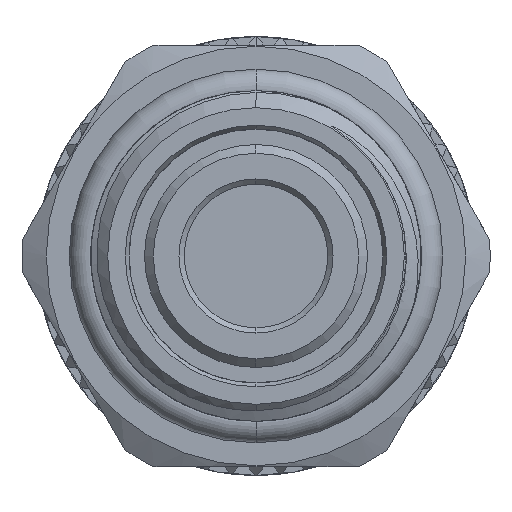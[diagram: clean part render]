
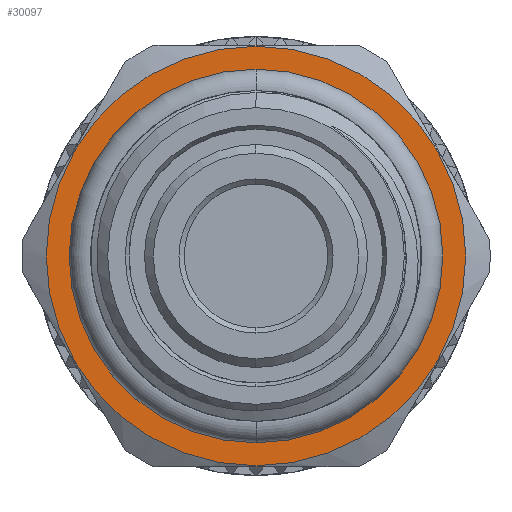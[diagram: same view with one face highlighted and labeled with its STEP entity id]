
A CAD part, left-side view. The second image highlights one B-rep face of the part: STEP entity #30097.
In plain terms, the highlighted planar face has unit normal (-1, 0, 0).
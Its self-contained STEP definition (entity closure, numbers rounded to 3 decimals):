
#269 = EDGE_CURVE ( 'NONE', #13810, #9957, #35009, .T. ) ;
#459 = AXIS2_PLACEMENT_3D ( 'NONE', #17377, #14963, #20438 ) ;
#654 = CIRCLE ( 'NONE', #32045, 8.395 ) ;
#2392 = CARTESIAN_POINT ( 'NONE',  ( 27.943, 0., -8.395 ) ) ;
#3920 = DIRECTION ( 'NONE',  ( -1., 0., 0. ) ) ;
#5788 = ORIENTED_EDGE ( 'NONE', *, *, #9149, .F. ) ;
#6608 = DIRECTION ( 'NONE',  ( 0., 0., 1. ) ) ;
#6730 = CARTESIAN_POINT ( 'NONE',  ( 27.943, 0., 0. ) ) ;
#7552 = ORIENTED_EDGE ( 'NONE', *, *, #26572, .T. ) ;
#9149 = EDGE_CURVE ( 'NONE', #27084, #35219, #11098, .T. ) ;
#9957 = VERTEX_POINT ( 'NONE', #34893 ) ;
#10117 = ORIENTED_EDGE ( 'NONE', *, *, #269, .T. ) ;
#11098 = CIRCLE ( 'NONE', #17718, 8.395 ) ;
#11419 = DIRECTION ( 'NONE',  ( -1., 0., 0. ) ) ;
#11493 = CARTESIAN_POINT ( 'NONE',  ( 27.943, 0., 8.395 ) ) ;
#11723 = ORIENTED_EDGE ( 'NONE', *, *, #17117, .F. ) ;
#12453 = DIRECTION ( 'NONE',  ( -1., 0., 0. ) ) ;
#13810 = VERTEX_POINT ( 'NONE', #23276 ) ;
#13940 = AXIS2_PLACEMENT_3D ( 'NONE', #15144, #17695, #18058 ) ;
#14963 = DIRECTION ( 'NONE',  ( -1., 0., 0. ) ) ;
#15091 = FACE_OUTER_BOUND ( 'NONE', #21906, .T. ) ;
#15144 = CARTESIAN_POINT ( 'NONE',  ( 27.943, 11.95, 0. ) ) ;
#17117 = EDGE_CURVE ( 'NONE', #35219, #27084, #654, .T. ) ;
#17377 = CARTESIAN_POINT ( 'NONE',  ( 27.943, 0., 0. ) ) ;
#17695 = DIRECTION ( 'NONE',  ( -1., 0., 0. ) ) ;
#17718 = AXIS2_PLACEMENT_3D ( 'NONE', #33640, #11419, #22508 ) ;
#17999 = AXIS2_PLACEMENT_3D ( 'NONE', #6730, #3920, #6608 ) ;
#18058 = DIRECTION ( 'NONE',  ( 0., 0., 1. ) ) ;
#20097 = FACE_BOUND ( 'NONE', #20248, .T. ) ;
#20248 = EDGE_LOOP ( 'NONE', ( #5788, #11723 ) ) ;
#20438 = DIRECTION ( 'NONE',  ( 0., 0., 1. ) ) ;
#21906 = EDGE_LOOP ( 'NONE', ( #10117, #7552 ) ) ;
#22508 = DIRECTION ( 'NONE',  ( 0., 0., 1. ) ) ;
#23197 = PLANE ( 'NONE',  #13940 ) ;
#23276 = CARTESIAN_POINT ( 'NONE',  ( 27.943, 0., 11.95 ) ) ;
#26572 = EDGE_CURVE ( 'NONE', #9957, #13810, #29116, .T. ) ;
#27084 = VERTEX_POINT ( 'NONE', #11493 ) ;
#29008 = CARTESIAN_POINT ( 'NONE',  ( 27.943, 0., 0. ) ) ;
#29116 = CIRCLE ( 'NONE', #459, 11.95 ) ;
#30097 = ADVANCED_FACE ( 'NONE', ( #15091, #20097 ), #23197, .T. ) ;
#31620 = DIRECTION ( 'NONE',  ( 0., 0., 1. ) ) ;
#32045 = AXIS2_PLACEMENT_3D ( 'NONE', #29008, #12453, #31620 ) ;
#33640 = CARTESIAN_POINT ( 'NONE',  ( 27.943, 0., 0. ) ) ;
#34893 = CARTESIAN_POINT ( 'NONE',  ( 27.943, 0., -11.95 ) ) ;
#35009 = CIRCLE ( 'NONE', #17999, 11.95 ) ;
#35219 = VERTEX_POINT ( 'NONE', #2392 ) ;
